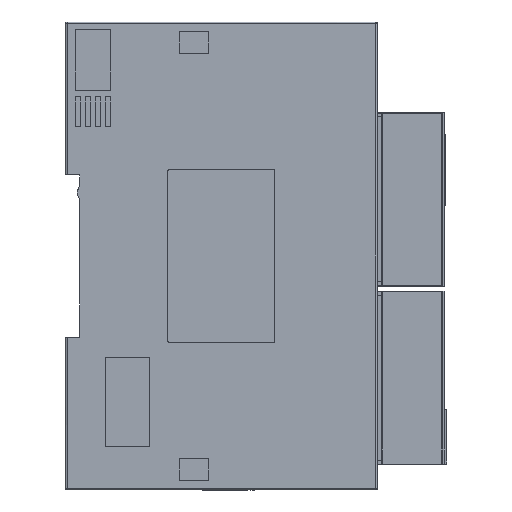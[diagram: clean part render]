
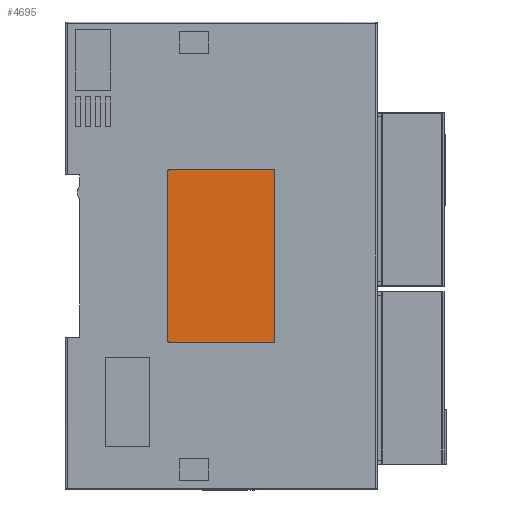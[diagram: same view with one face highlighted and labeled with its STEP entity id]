
A CAD part, left-side view. The second image highlights one B-rep face of the part: STEP entity #4695.
In plain terms, the highlighted planar face has unit normal (-1, 0, 0).
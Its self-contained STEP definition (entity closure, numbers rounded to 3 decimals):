
#988=(
BOUNDED_CURVE()
B_SPLINE_CURVE(2,(#118288,#118289,#118290),.UNSPECIFIED.,.F.,.F.)
B_SPLINE_CURVE_WITH_KNOTS((3,3),(-1.,0.),.UNSPECIFIED.)
CURVE()
GEOMETRIC_REPRESENTATION_ITEM()
RATIONAL_B_SPLINE_CURVE((1.,0.707,1.))
REPRESENTATION_ITEM('')
);
#990=(
BOUNDED_CURVE()
B_SPLINE_CURVE(2,(#118298,#118299,#118300),.UNSPECIFIED.,.F.,.F.)
B_SPLINE_CURVE_WITH_KNOTS((3,3),(-1.,0.),.UNSPECIFIED.)
CURVE()
GEOMETRIC_REPRESENTATION_ITEM()
RATIONAL_B_SPLINE_CURVE((1.,0.707,1.))
REPRESENTATION_ITEM('')
);
#992=(
BOUNDED_CURVE()
B_SPLINE_CURVE(2,(#118308,#118309,#118310),.UNSPECIFIED.,.F.,.F.)
B_SPLINE_CURVE_WITH_KNOTS((3,3),(-1.,0.),.UNSPECIFIED.)
CURVE()
GEOMETRIC_REPRESENTATION_ITEM()
RATIONAL_B_SPLINE_CURVE((1.,0.707,1.))
REPRESENTATION_ITEM('')
);
#994=(
BOUNDED_CURVE()
B_SPLINE_CURVE(2,(#118318,#118319,#118320),.UNSPECIFIED.,.F.,.F.)
B_SPLINE_CURVE_WITH_KNOTS((3,3),(-1.,0.),.UNSPECIFIED.)
CURVE()
GEOMETRIC_REPRESENTATION_ITEM()
RATIONAL_B_SPLINE_CURVE((1.,0.707,1.))
REPRESENTATION_ITEM('')
);
#4695=ADVANCED_FACE('',(#7492),#48087,.T.);
#7492=FACE_OUTER_BOUND('',#10514,.T.);
#10514=EDGE_LOOP('',(#22337,#22338,#22339,#22340,#22341,#22342,#22343,#22344));
#22337=ORIENTED_EDGE('',*,*,#32697,.T.);
#22338=ORIENTED_EDGE('',*,*,#32679,.T.);
#22339=ORIENTED_EDGE('',*,*,#32693,.T.);
#22340=ORIENTED_EDGE('',*,*,#32680,.T.);
#22341=ORIENTED_EDGE('',*,*,#32689,.T.);
#22342=ORIENTED_EDGE('',*,*,#32681,.T.);
#22343=ORIENTED_EDGE('',*,*,#32685,.T.);
#22344=ORIENTED_EDGE('',*,*,#32682,.T.);
#32679=EDGE_CURVE('',#45872,#45873,#39787,.T.);
#32680=EDGE_CURVE('',#45874,#45875,#39788,.T.);
#32681=EDGE_CURVE('',#45876,#45877,#39789,.T.);
#32682=EDGE_CURVE('',#45878,#45871,#39790,.T.);
#32685=EDGE_CURVE('',#45877,#45878,#988,.T.);
#32689=EDGE_CURVE('',#45875,#45876,#990,.T.);
#32693=EDGE_CURVE('',#45873,#45874,#992,.T.);
#32697=EDGE_CURVE('',#45871,#45872,#994,.T.);
#39787=B_SPLINE_CURVE_WITH_KNOTS('',1,(#118276,#118277),.UNSPECIFIED.,.F.,
 .F.,(2,2),(0.,23.),.UNSPECIFIED.);
#39788=B_SPLINE_CURVE_WITH_KNOTS('',1,(#118278,#118279),.UNSPECIFIED.,.F.,
 .F.,(2,2),(0.,38.),.UNSPECIFIED.);
#39789=B_SPLINE_CURVE_WITH_KNOTS('',1,(#118280,#118281),.UNSPECIFIED.,.F.,
 .F.,(2,2),(0.,23.),.UNSPECIFIED.);
#39790=B_SPLINE_CURVE_WITH_KNOTS('',1,(#118282,#118283),.UNSPECIFIED.,.F.,
 .F.,(2,2),(0.,38.),.UNSPECIFIED.);
#45871=VERTEX_POINT('',#98624);
#45872=VERTEX_POINT('',#98625);
#45873=VERTEX_POINT('',#98626);
#45874=VERTEX_POINT('',#98627);
#45875=VERTEX_POINT('',#98628);
#45876=VERTEX_POINT('',#98629);
#45877=VERTEX_POINT('',#98630);
#45878=VERTEX_POINT('',#98631);
#48087=PLANE('',#50453);
#50453=AXIS2_PLACEMENT_3D('',#91368,#52891,$);
#52891=DIRECTION('',(-1.,0.,0.));
#91368=CARTESIAN_POINT('',(-233.26,-71.468,212.686));
#98624=CARTESIAN_POINT('',(-233.26,-97.88,255.098));
#98625=CARTESIAN_POINT('',(-233.26,-97.38,255.598));
#98626=CARTESIAN_POINT('',(-233.26,-74.38,255.598));
#98627=CARTESIAN_POINT('',(-233.26,-73.88,255.098));
#98628=CARTESIAN_POINT('',(-233.26,-73.88,217.098));
#98629=CARTESIAN_POINT('',(-233.26,-74.38,216.598));
#98630=CARTESIAN_POINT('',(-233.26,-97.38,216.598));
#98631=CARTESIAN_POINT('',(-233.26,-97.88,217.098));
#118276=CARTESIAN_POINT('',(-233.26,-97.38,255.598));
#118277=CARTESIAN_POINT('',(-233.26,-74.38,255.598));
#118278=CARTESIAN_POINT('',(-233.26,-73.88,255.098));
#118279=CARTESIAN_POINT('',(-233.26,-73.88,217.098));
#118280=CARTESIAN_POINT('',(-233.26,-74.38,216.598));
#118281=CARTESIAN_POINT('',(-233.26,-97.38,216.598));
#118282=CARTESIAN_POINT('',(-233.26,-97.88,217.098));
#118283=CARTESIAN_POINT('',(-233.26,-97.88,255.098));
#118288=CARTESIAN_POINT('',(-233.26,-97.38,216.598));
#118289=CARTESIAN_POINT('',(-233.26,-97.88,216.598));
#118290=CARTESIAN_POINT('',(-233.26,-97.88,217.098));
#118298=CARTESIAN_POINT('',(-233.26,-73.88,217.098));
#118299=CARTESIAN_POINT('',(-233.26,-73.88,216.598));
#118300=CARTESIAN_POINT('',(-233.26,-74.38,216.598));
#118308=CARTESIAN_POINT('',(-233.26,-74.38,255.598));
#118309=CARTESIAN_POINT('',(-233.26,-73.88,255.598));
#118310=CARTESIAN_POINT('',(-233.26,-73.88,255.098));
#118318=CARTESIAN_POINT('',(-233.26,-97.88,255.098));
#118319=CARTESIAN_POINT('',(-233.26,-97.88,255.598));
#118320=CARTESIAN_POINT('',(-233.26,-97.38,255.598));
